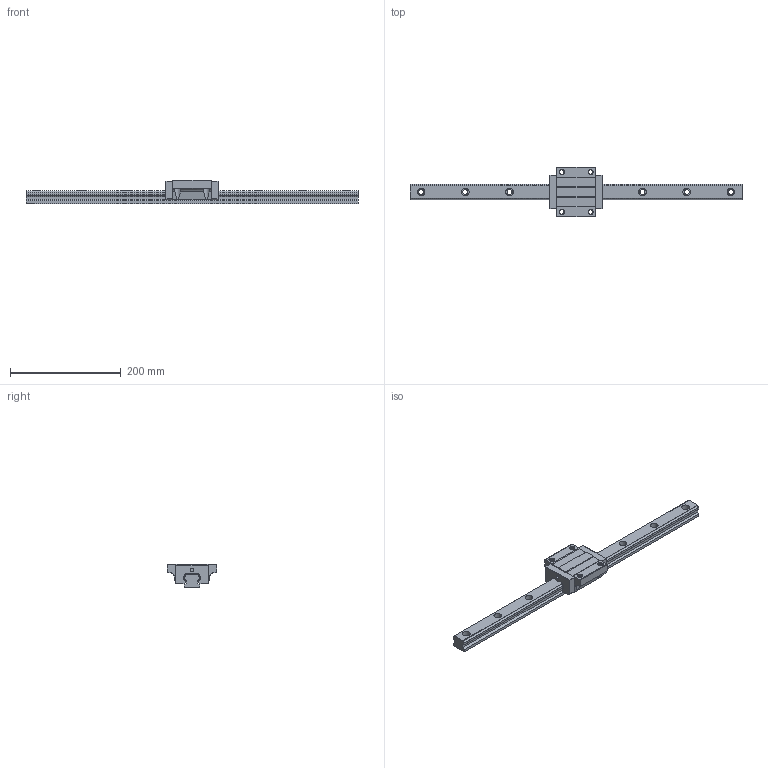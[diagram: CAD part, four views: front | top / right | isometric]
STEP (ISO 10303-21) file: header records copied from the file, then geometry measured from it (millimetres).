
FILE_DESCRIPTION(/* description */ (''),/* implementation_level */ '2;1');
FILE_NAME(/* name */ 'TRH30FN.stp',/* time_stamp */ '2014-05-14T13:06:09+08:00',/* author */ (''),/* organization */ (''),/* preprocessor_version */ 'ST-DEVELOPER v11',/* originating_system */ 'SIEMENS UGS NX 6.0',/* authorisation */ '');
FILE_SCHEMA (('CONFIG_CONTROL_DESIGN'));
Length unit declared in the file: millimetre
Products named in the file (1): darrB108jmnr
Bounding box: 600 x 90 x 42 mm (x, y, z)
Volume: 502932.2 mm3; surface area: 101886.1 mm2
Topology: 2 solids, 2 shells, 160 faces, 417 edges, 266 vertices
Faces by surface type: plane 83, cylinder 65, bspline 8, sphere 4
Full cylindrical faces by diameter (mm): 6 x1, 9 x8, 14 x8
Entity records: 11484 total; most frequent: CARTESIAN_POINT 7581, ORIENTED_EDGE 776, DIRECTION 766, EDGE_CURVE 388, AXIS2_PLACEMENT_3D 271, VERTEX_POINT 258, LINE 224, VECTOR 224
